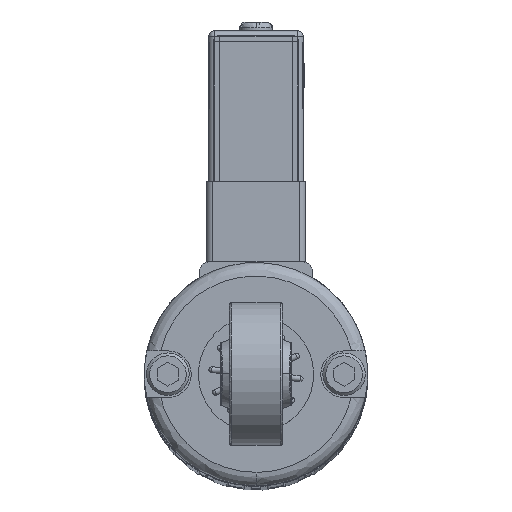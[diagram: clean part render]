
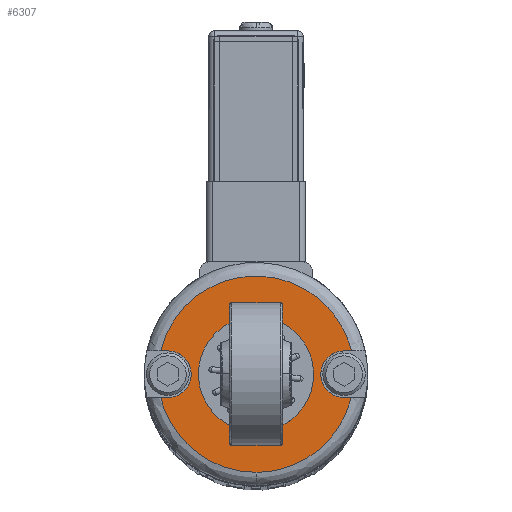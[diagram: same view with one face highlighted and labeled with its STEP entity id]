
A CAD part, top view. The second image highlights one B-rep face of the part: STEP entity #6307.
In plain terms, the highlighted planar face has unit normal (0, 0, 1).
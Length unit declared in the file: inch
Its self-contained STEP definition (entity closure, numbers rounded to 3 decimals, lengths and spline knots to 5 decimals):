
#178 = CARTESIAN_POINT ( 'NONE',  ( 0.55998, -0.46079, 7.44094 ) ) ;
#373 = CARTESIAN_POINT ( 'NONE',  ( 0., -0.65354, 7.44094 ) ) ;
#408 = CARTESIAN_POINT ( 'NONE',  ( 0., -0.65354, 7.44094 ) ) ;
#615 = FACE_BOUND ( 'NONE', #21062, .T. ) ;
#954 = EDGE_CURVE ( 'NONE', #3803, #7940, #8845, .T. ) ;
#1691 = CARTESIAN_POINT ( 'NONE',  ( 0., 0., 7.44094 ) ) ;
#1729 = LINE ( 'NONE', #23210, #19729 ) ;
#2531 = LINE ( 'NONE', #9736, #19278 ) ;
#2798 = CARTESIAN_POINT ( 'NONE',  ( -0.63477, -0.15551, 7.44094 ) ) ;
#3803 = VERTEX_POINT ( 'NONE', #12757 ) ;
#4333 = EDGE_CURVE ( 'NONE', #10781, #5830, #9041, .T. ) ;
#4480 = DIRECTION ( 'NONE',  ( 0., 1., 0. ) ) ;
#5090 = EDGE_LOOP ( 'NONE', ( #7536, #18714, #15202, #6956, #18444, #6213, #6643, #13109, #7843 ) ) ;
#5353 = VERTEX_POINT ( 'NONE', #2798 ) ;
#5562 = DIRECTION ( 'NONE',  ( -0.102, -0.995, 0. ) ) ;
#5830 = VERTEX_POINT ( 'NONE', #11031 ) ;
#6113 = ORIENTED_EDGE ( 'NONE', *, *, #7322, .F. ) ;
#6213 = ORIENTED_EDGE ( 'NONE', *, *, #954, .T. ) ;
#6279 = VECTOR ( 'NONE', #9265, 39.37008 ) ;
#6307 = ADVANCED_FACE ( 'NONE', ( #615, #13013 ), #9699, .F. ) ;
#6450 = CARTESIAN_POINT ( 'NONE',  ( -0.63477, -0.15551, 7.44094 ) ) ;
#6490 =( BOUNDED_CURVE ( )  B_SPLINE_CURVE ( 3, ( #20616, #15076, #15423, #6450 ),
 .UNSPECIFIED., .F., .T. ) 
 B_SPLINE_CURVE_WITH_KNOTS ( ( 4, 4 ),
 ( 0., 1. ),
 .UNSPECIFIED. ) 
 CURVE ( )  GEOMETRIC_REPRESENTATION_ITEM ( )  RATIONAL_B_SPLINE_CURVE ( ( 0.957, 0.817, 0.813, 0.944 ) ) 
 REPRESENTATION_ITEM ( '' )  );
#6643 = ORIENTED_EDGE ( 'NONE', *, *, #19308, .T. ) ;
#6956 = ORIENTED_EDGE ( 'NONE', *, *, #21300, .F. ) ;
#7322 = EDGE_CURVE ( 'NONE', #15995, #15995, #23133, .T. ) ;
#7459 = DIRECTION ( 'NONE',  ( 0., 0., 1. ) ) ;
#7536 = ORIENTED_EDGE ( 'NONE', *, *, #8929, .F. ) ;
#7800 = CARTESIAN_POINT ( 'NONE',  ( 0.64239, 0.66139, 7.44094 ) ) ;
#7843 = ORIENTED_EDGE ( 'NONE', *, *, #19698, .F. ) ;
#7940 = VERTEX_POINT ( 'NONE', #9695 ) ;
#8325 = CARTESIAN_POINT ( 'NONE',  ( 0.63477, 0.15551, 7.44094 ) ) ;
#8835 = VERTEX_POINT ( 'NONE', #8325 ) ;
#8845 = LINE ( 'NONE', #16053, #20732 ) ;
#8904 = CARTESIAN_POINT ( 'NONE',  ( -0.03923, -0.38185, 7.44094 ) ) ;
#8929 = EDGE_CURVE ( 'NONE', #10781, #23093, #23038, .T. ) ;
#9041 = LINE ( 'NONE', #23330, #6279 ) ;
#9265 = DIRECTION ( 'NONE',  ( -1., 0., 0. ) ) ;
#9365 = AXIS2_PLACEMENT_3D ( 'NONE', #10036, #20641, #4480 ) ;
#9695 = CARTESIAN_POINT ( 'NONE',  ( -0.58661, 0.15551, 7.44094 ) ) ;
#9699 = PLANE ( 'NONE',  #18926 ) ;
#9736 = CARTESIAN_POINT ( 'NONE',  ( 0.64239, -0.15551, 7.44094 ) ) ;
#10036 = CARTESIAN_POINT ( 'NONE',  ( -0.58661, 0., 7.44094 ) ) ;
#10054 = CARTESIAN_POINT ( 'NONE',  ( 0.58661, 0., 7.44094 ) ) ;
#10511 = DIRECTION ( 'NONE',  ( 0., 1., 0. ) ) ;
#10712 = VERTEX_POINT ( 'NONE', #21013 ) ;
#10781 = VERTEX_POINT ( 'NONE', #14524 ) ;
#11031 = CARTESIAN_POINT ( 'NONE',  ( 0.58661, -0.15551, 7.44094 ) ) ;
#11037 = CARTESIAN_POINT ( 'NONE',  ( 0.63477, -0.15551, 7.44094 ) ) ;
#11129 = DIRECTION ( 'NONE',  ( 0., -1., 0. ) ) ;
#11369 = DIRECTION ( 'NONE',  ( 0., 0., -1. ) ) ;
#11446 = AXIS2_PLACEMENT_3D ( 'NONE', #10054, #17238, #10511 ) ;
#11929 = EDGE_CURVE ( 'NONE', #10712, #5830, #22352, .T. ) ;
#12234 = CARTESIAN_POINT ( 'NONE',  ( -0.63477, 0.15551, 7.44094 ) ) ;
#12565 = VERTEX_POINT ( 'NONE', #19670 ) ;
#12757 = CARTESIAN_POINT ( 'NONE',  ( -0.63477, 0.15551, 7.44094 ) ) ;
#13013 = FACE_OUTER_BOUND ( 'NONE', #5090, .T. ) ;
#13109 = ORIENTED_EDGE ( 'NONE', *, *, #16982, .F. ) ;
#14524 = CARTESIAN_POINT ( 'NONE',  ( 0.63477, -0.15551, 7.44094 ) ) ;
#15076 = CARTESIAN_POINT ( 'NONE',  ( -0.31272, -0.65354, 7.44094 ) ) ;
#15202 = ORIENTED_EDGE ( 'NONE', *, *, #11929, .F. ) ;
#15249 =( BOUNDED_CURVE ( )  B_SPLINE_CURVE ( 3, ( #12234, #16131, #23328, #20963 ),
 .UNSPECIFIED., .F., .T. ) 
 B_SPLINE_CURVE_WITH_KNOTS ( ( 4, 4 ),
 ( 0., 1. ),
 .UNSPECIFIED. ) 
 CURVE ( )  GEOMETRIC_REPRESENTATION_ITEM ( )  RATIONAL_B_SPLINE_CURVE ( ( 0.922, 0.454, 0.454, 0.922 ) ) 
 REPRESENTATION_ITEM ( '' )  );
#15423 = CARTESIAN_POINT ( 'NONE',  ( -0.55998, -0.46079, 7.44094 ) ) ;
#15982 = AXIS2_PLACEMENT_3D ( 'NONE', #1691, #7459, #5562 ) ;
#15995 = VERTEX_POINT ( 'NONE', #8904 ) ;
#16053 = CARTESIAN_POINT ( 'NONE',  ( -0.72766, 0.15551, 7.44094 ) ) ;
#16131 = CARTESIAN_POINT ( 'NONE',  ( -0.43009, 0.99099, 7.44094 ) ) ;
#16982 = EDGE_CURVE ( 'NONE', #5353, #12565, #2531, .T. ) ;
#17238 = DIRECTION ( 'NONE',  ( 0., 0., 1. ) ) ;
#18428 = CIRCLE ( 'NONE', #9365, 0.15551 ) ;
#18444 = ORIENTED_EDGE ( 'NONE', *, *, #19832, .F. ) ;
#18714 = ORIENTED_EDGE ( 'NONE', *, *, #4333, .T. ) ;
#18926 = AXIS2_PLACEMENT_3D ( 'NONE', #7800, #11369, #11129 ) ;
#19278 = VECTOR ( 'NONE', #20351, 39.37008 ) ;
#19308 = EDGE_CURVE ( 'NONE', #7940, #12565, #18428, .T. ) ;
#19670 = CARTESIAN_POINT ( 'NONE',  ( -0.58661, -0.15551, 7.44094 ) ) ;
#19698 = EDGE_CURVE ( 'NONE', #23093, #5353, #6490, .T. ) ;
#19729 = VECTOR ( 'NONE', #19885, 39.37008 ) ;
#19832 = EDGE_CURVE ( 'NONE', #3803, #8835, #15249, .T. ) ;
#19885 = DIRECTION ( 'NONE',  ( -1., 0., 0. ) ) ;
#20351 = DIRECTION ( 'NONE',  ( 1., 0., 0. ) ) ;
#20616 = CARTESIAN_POINT ( 'NONE',  ( 0., -0.65354, 7.44094 ) ) ;
#20641 = DIRECTION ( 'NONE',  ( 0., 0., -1. ) ) ;
#20732 = VECTOR ( 'NONE', #23247, 39.37008 ) ;
#20963 = CARTESIAN_POINT ( 'NONE',  ( 0.63477, 0.15551, 7.44094 ) ) ;
#21013 = CARTESIAN_POINT ( 'NONE',  ( 0.58661, 0.15551, 7.44094 ) ) ;
#21062 = EDGE_LOOP ( 'NONE', ( #6113 ) ) ;
#21300 = EDGE_CURVE ( 'NONE', #8835, #10712, #1729, .T. ) ;
#21767 = CARTESIAN_POINT ( 'NONE',  ( 0.31272, -0.65354, 7.44094 ) ) ;
#22352 = CIRCLE ( 'NONE', #11446, 0.15551 ) ;
#23038 =( BOUNDED_CURVE ( )  B_SPLINE_CURVE ( 3, ( #11037, #178, #21767, #408 ),
 .UNSPECIFIED., .F., .T. ) 
 B_SPLINE_CURVE_WITH_KNOTS ( ( 4, 4 ),
 ( 0., 1. ),
 .UNSPECIFIED. ) 
 CURVE ( )  GEOMETRIC_REPRESENTATION_ITEM ( )  RATIONAL_B_SPLINE_CURVE ( ( 0.944, 0.813, 0.817, 0.957 ) ) 
 REPRESENTATION_ITEM ( '' )  );
#23093 = VERTEX_POINT ( 'NONE', #373 ) ;
#23133 = CIRCLE ( 'NONE', #15982, 0.38386 ) ;
#23210 = CARTESIAN_POINT ( 'NONE',  ( 0.64239, 0.15551, 7.44094 ) ) ;
#23247 = DIRECTION ( 'NONE',  ( 1., 0., 0. ) ) ;
#23328 = CARTESIAN_POINT ( 'NONE',  ( 0.43009, 0.99099, 7.44094 ) ) ;
#23330 = CARTESIAN_POINT ( 'NONE',  ( 0.72766, -0.15551, 7.44094 ) ) ;
